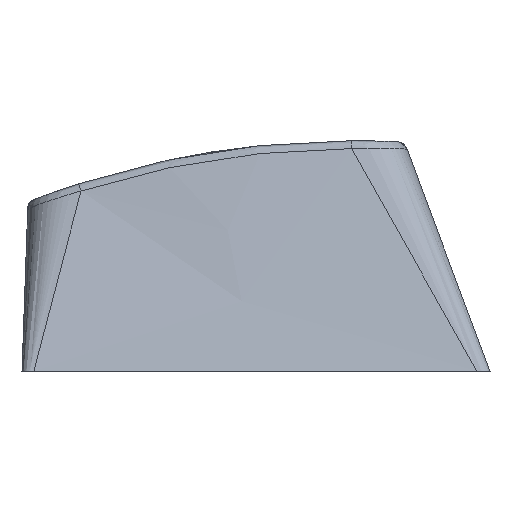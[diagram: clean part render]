
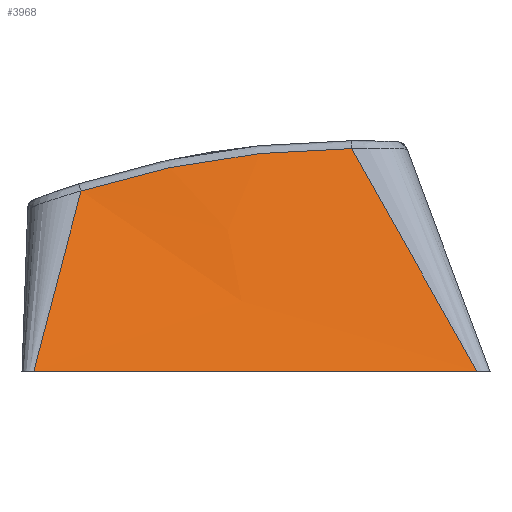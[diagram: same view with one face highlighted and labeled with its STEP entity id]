
A CAD part, left-side view. The second image highlights one B-rep face of the part: STEP entity #3968.
In plain terms, the highlighted free-form (B-spline) face has degree [3, 2] with [4, 3] control points.
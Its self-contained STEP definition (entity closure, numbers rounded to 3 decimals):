
#3234 = VERTEX_POINT('',#3235);
#3235 = CARTESIAN_POINT('',(-59.055,8.593,0.));
#3258 = EDGE_CURVE('',#3234,#3259,#3261,.T.);
#3259 = VERTEX_POINT('',#3260);
#3260 = CARTESIAN_POINT('',(-59.055,-8.549,0.));
#3261 = B_SPLINE_CURVE_WITH_KNOTS('',2,(#3262,#3263,#3264),
  .UNSPECIFIED.,.F.,.F.,(3,3),(-17.646,-0.504),
  .PIECEWISE_BEZIER_KNOTS.);
#3262 = CARTESIAN_POINT('',(-59.055,8.593,0.));
#3263 = CARTESIAN_POINT('',(-59.055,0.022,0.));
#3264 = CARTESIAN_POINT('',(-59.055,-8.549,0.));
#3968 = ADVANCED_FACE('',(#3969),#4001,.T.);
#3969 = FACE_BOUND('',#3970,.T.);
#3970 = EDGE_LOOP('',(#3971,#3983,#3984,#3993));
#3971 = ORIENTED_EDGE('',*,*,#3972,.F.);
#3972 = EDGE_CURVE('',#3234,#3973,#3975,.T.);
#3973 = VERTEX_POINT('',#3974);
#3974 = CARTESIAN_POINT('',(-56.154,6.763,6.976));
#3975 = B_SPLINE_CURVE_WITH_KNOTS('',3,(#3976,#3977,#3978,#3979,#3980,
    #3981,#3982),.UNSPECIFIED.,.F.,.F.,(4,3,4),(0.019,
    0.24,8.103),.UNSPECIFIED.);
#3976 = CARTESIAN_POINT('',(-59.055,8.593,0.));
#3977 = CARTESIAN_POINT('',(-59.026,8.576,0.064));
#3978 = CARTESIAN_POINT('',(-58.998,8.559,0.127));
#3979 = CARTESIAN_POINT('',(-58.969,8.542,0.191));
#3980 = CARTESIAN_POINT('',(-57.948,7.941,2.454));
#3981 = CARTESIAN_POINT('',(-57.007,7.348,4.715));
#3982 = CARTESIAN_POINT('',(-56.154,6.763,6.976));
#3983 = ORIENTED_EDGE('',*,*,#3258,.T.);
#3984 = ORIENTED_EDGE('',*,*,#3985,.F.);
#3985 = EDGE_CURVE('',#3986,#3259,#3988,.T.);
#3986 = VERTEX_POINT('',#3987);
#3987 = CARTESIAN_POINT('',(-56.134,-3.699,8.612));
#3988 = B_SPLINE_CURVE_WITH_KNOTS('',3,(#3989,#3990,#3991,#3992),
  .UNSPECIFIED.,.F.,.F.,(4,4),(-0.442,10.007),
  .PIECEWISE_BEZIER_KNOTS.);
#3989 = CARTESIAN_POINT('',(-56.134,-3.699,8.612));
#3990 = CARTESIAN_POINT('',(-57.11,-5.32,5.737));
#3991 = CARTESIAN_POINT('',(-58.078,-6.934,2.869));
#3992 = CARTESIAN_POINT('',(-59.055,-8.549,0.));
#3993 = ORIENTED_EDGE('',*,*,#3994,.F.);
#3994 = EDGE_CURVE('',#3973,#3986,#3995,.T.);
#3995 = B_SPLINE_CURVE_WITH_KNOTS('',3,(#3996,#3997,#3998,#3999,#4000),
  .UNSPECIFIED.,.F.,.F.,(4,1,4),(-0.184,4.955,10.402),
  .UNSPECIFIED.);
#3996 = CARTESIAN_POINT('',(-56.154,6.763,6.976));
#3997 = CARTESIAN_POINT('',(-56.145,5.122,7.496));
#3998 = CARTESIAN_POINT('',(-56.135,1.666,8.321));
#3999 = CARTESIAN_POINT('',(-56.133,-1.876,8.608));
#4000 = CARTESIAN_POINT('',(-56.134,-3.699,8.612));
#4001 = ( BOUNDED_SURFACE() B_SPLINE_SURFACE(3,2,(
    (#4002,#4003,#4004)
    ,(#4005,#4006,#4007)
    ,(#4008,#4009,#4010)
    ,(#4011,#4012,#4013
)),.UNSPECIFIED.,.F.,.F.,.F.) B_SPLINE_SURFACE_WITH_KNOTS((4,4),(3,3),(
    0.,9.938),(-18.1,0.),.PIECEWISE_BEZIER_KNOTS.) 
GEOMETRIC_REPRESENTATION_ITEM() RATIONAL_B_SPLINE_SURFACE((
    (1.,0.977,1.)
    ,(1.,0.985,1.)
    ,(1.,0.992,1.)
,(1.,1.,1.))) REPRESENTATION_ITEM('') SURFACE() );
#4002 = CARTESIAN_POINT('',(-56.03,8.818,6.551));
#4003 = CARTESIAN_POINT('',(-56.03,1.789,9.295));
#4004 = CARTESIAN_POINT('',(-56.03,-5.744,8.861));
#4005 = CARTESIAN_POINT('',(-57.039,8.894,4.368));
#4006 = CARTESIAN_POINT('',(-57.054,1.182,6.148));
#4007 = CARTESIAN_POINT('',(-57.039,-6.847,5.907));
#4008 = CARTESIAN_POINT('',(-58.047,8.97,2.184));
#4009 = CARTESIAN_POINT('',(-58.063,0.585,3.05));
#4010 = CARTESIAN_POINT('',(-58.047,-7.95,2.954));
#4011 = CARTESIAN_POINT('',(-59.055,9.047,0.));
#4012 = CARTESIAN_POINT('',(-59.055,-0.003,0.));
#4013 = CARTESIAN_POINT('',(-59.055,-9.053,0.));
